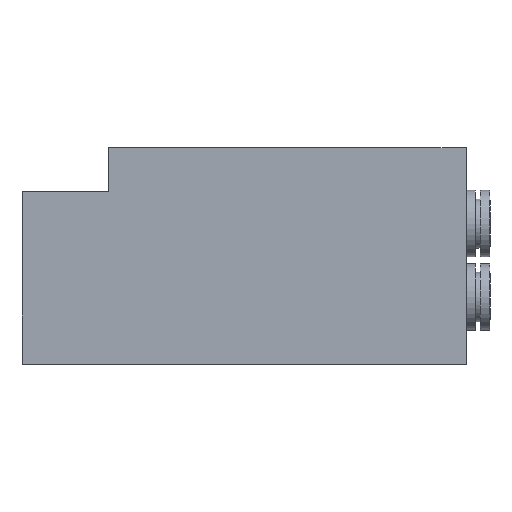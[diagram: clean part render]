
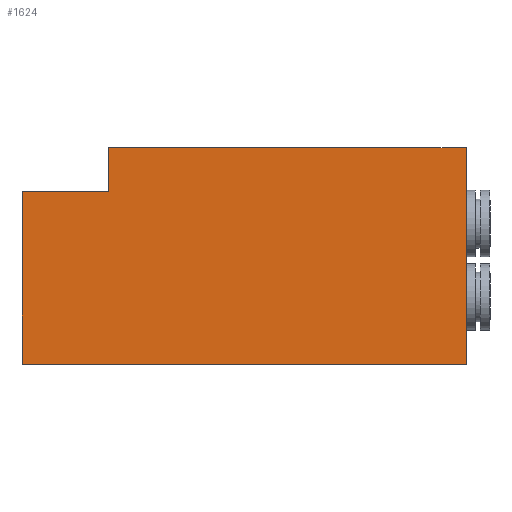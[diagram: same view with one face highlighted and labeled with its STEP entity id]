
A CAD part, top view. The second image highlights one B-rep face of the part: STEP entity #1624.
In plain terms, the highlighted planar face has unit normal (0, 0, 1).
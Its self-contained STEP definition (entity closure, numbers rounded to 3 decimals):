
#146=ORIENTED_EDGE('',*,*,#603,.F.);
#147=ORIENTED_EDGE('',*,*,#604,.F.);
#148=ORIENTED_EDGE('',*,*,#602,.T.);
#149=ORIENTED_EDGE('',*,*,#605,.T.);
#150=ORIENTED_EDGE('',*,*,#593,.T.);
#151=ORIENTED_EDGE('',*,*,#597,.T.);
#593=EDGE_CURVE('',#823,#822,#968,.T.);
#597=EDGE_CURVE('',#822,#825,#971,.T.);
#602=EDGE_CURVE('',#828,#830,#976,.T.);
#603=EDGE_CURVE('',#831,#825,#977,.T.);
#604=EDGE_CURVE('',#828,#831,#978,.T.);
#605=EDGE_CURVE('',#830,#823,#979,.T.);
#822=VERTEX_POINT('',#2443);
#823=VERTEX_POINT('',#2445);
#825=VERTEX_POINT('',#2451);
#828=VERTEX_POINT('',#2458);
#830=VERTEX_POINT('',#2462);
#831=VERTEX_POINT('',#2466);
#968=LINE('',#2444,#1151);
#971=LINE('',#2453,#1154);
#976=LINE('',#2463,#1159);
#977=LINE('',#2465,#1160);
#978=LINE('',#2467,#1161);
#979=LINE('',#2468,#1162);
#1151=VECTOR('',#1938,1000.);
#1154=VECTOR('',#1945,1000.);
#1159=VECTOR('',#1952,1000.);
#1160=VECTOR('',#1955,1000.);
#1161=VECTOR('',#1956,1000.);
#1162=VECTOR('',#1957,1000.);
#1309=EDGE_LOOP('',(#146,#147,#148,#149,#150,#151));
#1432=FACE_BOUND('',#1309,.T.);
#1549=PLANE('',#1748);
#1624=ADVANCED_FACE('',(#1432),#1549,.T.);
#1748=AXIS2_PLACEMENT_3D('',#2464,#1953,#1954);
#1938=DIRECTION('',(0.,1.,0.));
#1945=DIRECTION('',(-1.,0.,0.));
#1952=DIRECTION('',(0.,-1.,0.));
#1953=DIRECTION('',(0.,0.,1.));
#1954=DIRECTION('',(1.,0.,0.));
#1955=DIRECTION('',(0.,1.,0.));
#1956=DIRECTION('',(1.,0.,0.));
#1957=DIRECTION('',(1.,0.,0.));
#2443=CARTESIAN_POINT('',(0.,22.4,5.25));
#2444=CARTESIAN_POINT('',(0.,-10.1,5.25));
#2445=CARTESIAN_POINT('',(0.,-10.1,5.25));
#2451=CARTESIAN_POINT('',(-53.7,22.4,5.25));
#2453=CARTESIAN_POINT('',(0.,22.4,5.25));
#2458=CARTESIAN_POINT('',(-66.7,15.8,5.25));
#2462=CARTESIAN_POINT('',(-66.7,-10.1,5.25));
#2463=CARTESIAN_POINT('',(-66.7,22.4,5.25));
#2464=CARTESIAN_POINT('',(0.,0.,5.25));
#2465=CARTESIAN_POINT('',(-53.7,15.8,5.25));
#2466=CARTESIAN_POINT('',(-53.7,15.8,5.25));
#2467=CARTESIAN_POINT('',(-68.7,15.8,5.25));
#2468=CARTESIAN_POINT('',(-66.7,-10.1,5.25));
